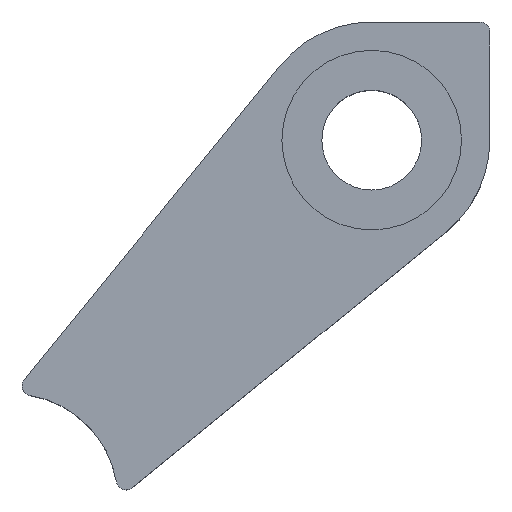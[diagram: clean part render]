
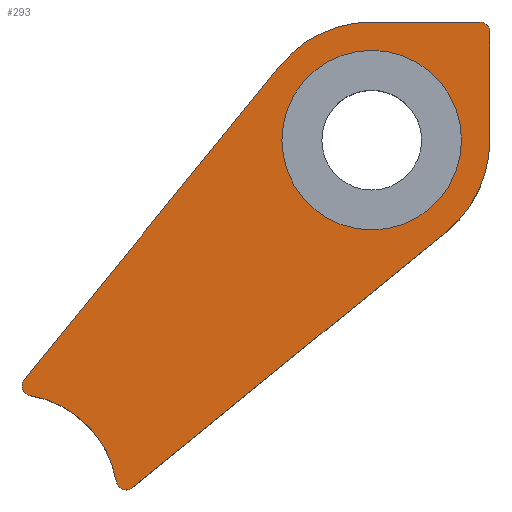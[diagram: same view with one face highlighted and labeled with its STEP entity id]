
A CAD part, top view. The second image highlights one B-rep face of the part: STEP entity #293.
In plain terms, the highlighted planar face has unit normal (0, 0, 1).
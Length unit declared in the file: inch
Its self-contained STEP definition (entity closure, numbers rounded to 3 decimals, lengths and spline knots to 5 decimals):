
#18=FACE_BOUND('',#64,.T.);
#26=PLANE('',#350);
#43=FACE_OUTER_BOUND('',#63,.T.);
#63=EDGE_LOOP('',(#257,#258,#259,#260,#261,#262,#263,#264,#265,#266));
#64=EDGE_LOOP('',(#267));
#78=LINE('',#507,#99);
#81=LINE('',#516,#102);
#84=LINE('',#523,#105);
#85=LINE('',#525,#106);
#99=VECTOR('',#418,0.3937);
#102=VECTOR('',#429,0.3937);
#105=VECTOR('',#438,0.3937);
#106=VECTOR('',#441,0.3937);
#110=CIRCLE('',#322,0.5625);
#113=CIRCLE('',#327,0.0625);
#120=CIRCLE('',#336,0.66);
#121=CIRCLE('',#338,0.0625);
#122=CIRCLE('',#340,0.0625);
#123=CIRCLE('',#344,0.74);
#124=CIRCLE('',#347,0.74);
#128=VERTEX_POINT('',#455);
#131=VERTEX_POINT('',#464);
#132=VERTEX_POINT('',#465);
#143=VERTEX_POINT('',#491);
#144=VERTEX_POINT('',#495);
#145=VERTEX_POINT('',#499);
#146=VERTEX_POINT('',#500);
#147=VERTEX_POINT('',#505);
#148=VERTEX_POINT('',#511);
#149=VERTEX_POINT('',#515);
#150=VERTEX_POINT('',#519);
#155=EDGE_CURVE('',#128,#128,#110,.T.);
#159=EDGE_CURVE('',#131,#132,#113,.T.);
#172=EDGE_CURVE('',#143,#132,#120,.T.);
#174=EDGE_CURVE('',#143,#144,#121,.T.);
#176=EDGE_CURVE('',#145,#146,#122,.T.);
#180=EDGE_CURVE('',#145,#147,#78,.T.);
#183=EDGE_CURVE('',#147,#148,#123,.T.);
#184=EDGE_CURVE('',#149,#146,#81,.T.);
#186=EDGE_CURVE('',#150,#149,#124,.T.);
#188=EDGE_CURVE('',#131,#150,#84,.T.);
#189=EDGE_CURVE('',#148,#144,#85,.T.);
#257=ORIENTED_EDGE('',*,*,#159,.F.);
#258=ORIENTED_EDGE('',*,*,#188,.T.);
#259=ORIENTED_EDGE('',*,*,#186,.T.);
#260=ORIENTED_EDGE('',*,*,#184,.T.);
#261=ORIENTED_EDGE('',*,*,#176,.F.);
#262=ORIENTED_EDGE('',*,*,#180,.T.);
#263=ORIENTED_EDGE('',*,*,#183,.T.);
#264=ORIENTED_EDGE('',*,*,#189,.T.);
#265=ORIENTED_EDGE('',*,*,#174,.F.);
#266=ORIENTED_EDGE('',*,*,#172,.T.);
#267=ORIENTED_EDGE('',*,*,#155,.T.);
#293=ADVANCED_FACE('',(#43,#18),#26,.T.);
#322=AXIS2_PLACEMENT_3D('',#456,#366,#367);
#327=AXIS2_PLACEMENT_3D('',#466,#377,#378);
#336=AXIS2_PLACEMENT_3D('',#492,#401,#402);
#338=AXIS2_PLACEMENT_3D('',#496,#406,#407);
#340=AXIS2_PLACEMENT_3D('',#501,#411,#412);
#344=AXIS2_PLACEMENT_3D('',#513,#425,#426);
#347=AXIS2_PLACEMENT_3D('',#520,#433,#434);
#350=AXIS2_PLACEMENT_3D('',#526,#442,#443);
#366=DIRECTION('center_axis',(0.,0.,-1.));
#367=DIRECTION('ref_axis',(1.,0.,0.));
#377=DIRECTION('center_axis',(0.,0.,-1.));
#378=DIRECTION('ref_axis',(-0.35,-0.937,0.));
#401=DIRECTION('center_axis',(0.,0.,-1.));
#402=DIRECTION('ref_axis',(-1.,0.,0.));
#406=DIRECTION('center_axis',(0.,0.,-1.));
#407=DIRECTION('ref_axis',(-0.937,-0.35,0.));
#411=DIRECTION('center_axis',(0.,0.,-1.));
#412=DIRECTION('ref_axis',(0.707,0.707,0.));
#418=DIRECTION('',(-1.,0.,0.));
#425=DIRECTION('center_axis',(0.,0.,1.));
#426=DIRECTION('ref_axis',(0.,1.,0.));
#429=DIRECTION('',(0.,1.,0.));
#433=DIRECTION('center_axis',(0.,0.,1.));
#434=DIRECTION('ref_axis',(0.632,-0.775,0.));
#438=DIRECTION('',(0.775,0.632,0.));
#441=DIRECTION('',(-0.632,-0.775,0.));
#442=DIRECTION('center_axis',(0.,0.,1.));
#443=DIRECTION('ref_axis',(1.,0.,0.));
#455=CARTESIAN_POINT('',(-1.3125,-0.75,0.46875));
#456=CARTESIAN_POINT('Origin',(-0.75,-0.75,0.46875));
#464=CARTESIAN_POINT('',(-2.24856,-2.9255,0.46875));
#465=CARTESIAN_POINT('',(-2.34963,-2.88768,0.46875));
#466=CARTESIAN_POINT('Origin',(-2.28804,-2.87705,0.46875));
#491=CARTESIAN_POINT('',(-2.88768,-2.34963,0.46875));
#492=CARTESIAN_POINT('Origin',(-3.,-3.,0.46875));
#495=CARTESIAN_POINT('',(-2.9255,-2.24856,0.46875));
#496=CARTESIAN_POINT('Origin',(-2.87705,-2.28804,0.46875));
#499=CARTESIAN_POINT('',(-0.0725,-0.01,0.46875));
#500=CARTESIAN_POINT('',(-0.01,-0.0725,0.46875));
#501=CARTESIAN_POINT('Origin',(-0.0725,-0.0725,
0.46875));
#505=CARTESIAN_POINT('',(-0.75,-0.01,0.46875));
#507=CARTESIAN_POINT('',(-0.01,-0.01,0.46875));
#511=CARTESIAN_POINT('',(-1.32369,-0.28258,0.46875));
#513=CARTESIAN_POINT('Origin',(-0.75,-0.75,0.46875));
#515=CARTESIAN_POINT('',(-0.01,-0.75,0.46875));
#516=CARTESIAN_POINT('',(-0.01,-0.75,0.46875));
#519=CARTESIAN_POINT('',(-0.28258,-1.32369,0.46875));
#520=CARTESIAN_POINT('Origin',(-0.75,-0.75,0.46875));
#523=CARTESIAN_POINT('',(-2.34,-3.,0.46875));
#525=CARTESIAN_POINT('',(-1.32369,-0.28258,0.46875));
#526=CARTESIAN_POINT('Origin',(-1.505,-1.505,0.46875));
